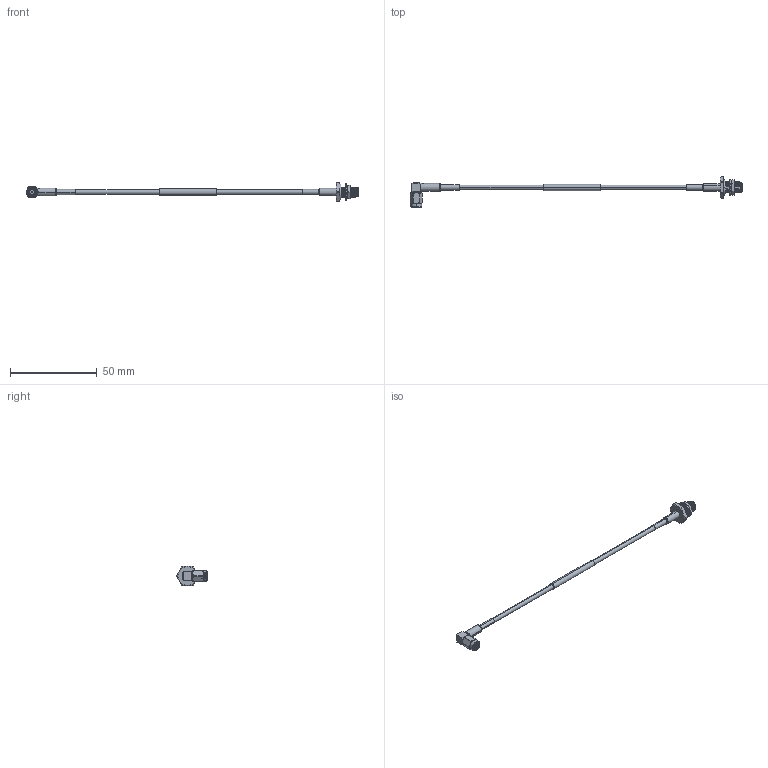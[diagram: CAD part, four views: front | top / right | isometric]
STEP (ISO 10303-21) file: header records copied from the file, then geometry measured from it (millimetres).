
FILE_DESCRIPTION (( 'STEP AP214' ), '1' );
FILE_NAME ('FMC00660_3D.step', '2023-02-23T03:03:10', ( '' ), ( '' ), 'SwSTEP 2.0', 'SolidWorks 2022', '' );
FILE_SCHEMA (( 'AUTOMOTIVE_DESIGN' ));
Length unit declared in the file: inch
Products named in the file (11): nut^SC7076_FMC00660; FMCN1124^FMC00660; ferrule^SC7076_FMC00660; heat shrink conn 2^FMC00660_conn 1; heat shrink conn 1^FMC00660_conn 1; LMR-100A-PVC Ø.110 jacket^FMC00660; lw^SC7076_FMC00660; SC7076^FMC00660; oring^SC7076_FMC00660; body^SC7076_FMC00660; FMC00660_3D
Assembly tree (10 placements, depth 3):
  FMC00660_3D
    LMR-100A-PVC Ø.110 jacket^FMC00660
    FMCN1124^FMC00660
    heat shrink conn 1^FMC00660_conn 1
    SC7076^FMC00660
      body^SC7076_FMC00660
      oring^SC7076_FMC00660
      lw^SC7076_FMC00660
      nut^SC7076_FMC00660
      ferrule^SC7076_FMC00660
    heat shrink conn 2^FMC00660_conn 1
Bounding box: 191.86 x 17.69 x 11 mm (x, y, z)
Volume: 2145.6 mm3; surface area: 5047.3 mm2
Topology: 11 solids, 11 shells, 391 faces, 1005 edges, 652 vertices
Faces by surface type: cylinder 127, bspline 90, plane 83, cone 69, torus 22
Entity records: 33094 total; most frequent: CARTESIAN_POINT 23681, ORIENTED_EDGE 2010, DIRECTION 1605, EDGE_CURVE 1005, AXIS2_PLACEMENT_3D 654, VERTEX_POINT 652, EDGE_LOOP 423, ADVANCED_FACE 391
